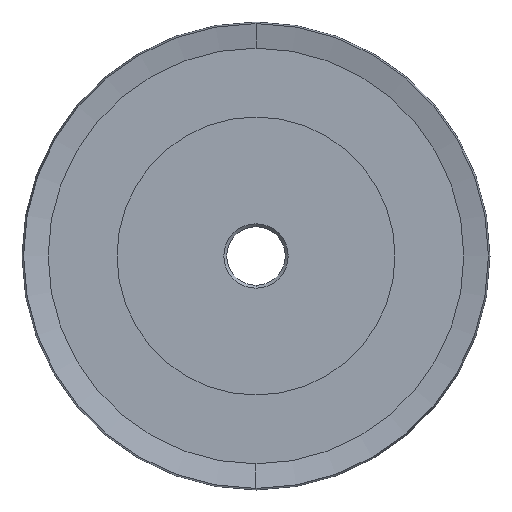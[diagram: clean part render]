
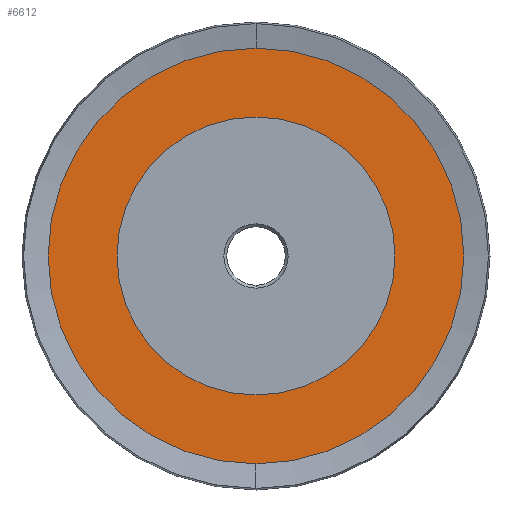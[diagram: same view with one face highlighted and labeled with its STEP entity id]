
A CAD part, left-side view. The second image highlights one B-rep face of the part: STEP entity #6612.
In plain terms, the highlighted planar face has unit normal (-1, 0, 0).
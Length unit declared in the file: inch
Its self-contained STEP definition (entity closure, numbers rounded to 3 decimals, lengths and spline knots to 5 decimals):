
#245 = ORIENTED_EDGE ( 'NONE', *, *, #4016, .F. ) ;
#680 = AXIS2_PLACEMENT_3D ( 'NONE', #3020, #8320, #3802 ) ;
#701 = CIRCLE ( 'NONE', #8480, 0.88808 ) ;
#743 = EDGE_CURVE ( 'NONE', #7285, #7337, #8713, .T. ) ;
#860 = AXIS2_PLACEMENT_3D ( 'NONE', #2126, #7514, #2936 ) ;
#1410 = CARTESIAN_POINT ( 'NONE',  ( 0.0325, 0., 0.88808 ) ) ;
#1458 = ORIENTED_EDGE ( 'NONE', *, *, #743, .F. ) ;
#1550 = CARTESIAN_POINT ( 'NONE',  ( 0.0325, 0., -0.88808 ) ) ;
#1976 = EDGE_CURVE ( 'NONE', #8595, #9946, #701, .T. ) ;
#2125 = PLANE ( 'NONE',  #4814 ) ;
#2126 = CARTESIAN_POINT ( 'NONE',  ( 0.0325, 0., 0. ) ) ;
#2619 = DIRECTION ( 'NONE',  ( -1., 0., 0. ) ) ;
#2936 = DIRECTION ( 'NONE',  ( 0., 0., 1. ) ) ;
#3020 = CARTESIAN_POINT ( 'NONE',  ( 0.0325, 0., 0. ) ) ;
#3541 = FACE_BOUND ( 'NONE', #7789, .T. ) ;
#3802 = DIRECTION ( 'NONE',  ( 0., 0., 1. ) ) ;
#4016 = EDGE_CURVE ( 'NONE', #7337, #7285, #4286, .T. ) ;
#4286 = CIRCLE ( 'NONE', #860, 0.594 ) ;
#4514 = CARTESIAN_POINT ( 'NONE',  ( 0.0325, 0., 0. ) ) ;
#4814 = AXIS2_PLACEMENT_3D ( 'NONE', #8273, #9805, #5305 ) ;
#4995 = ORIENTED_EDGE ( 'NONE', *, *, #1976, .T. ) ;
#5200 = AXIS2_PLACEMENT_3D ( 'NONE', #7204, #2619, #7964 ) ;
#5301 = DIRECTION ( 'NONE',  ( 0., 0., 1. ) ) ;
#5305 = DIRECTION ( 'NONE',  ( 0., 0., 1. ) ) ;
#5906 = CARTESIAN_POINT ( 'NONE',  ( 0.0325, 0., -0.594 ) ) ;
#6442 = EDGE_LOOP ( 'NONE', ( #8894, #4995 ) ) ;
#6612 = ADVANCED_FACE ( 'NONE', ( #3541, #9338 ), #2125, .T. ) ;
#7204 = CARTESIAN_POINT ( 'NONE',  ( 0.0325, 0., 0. ) ) ;
#7285 = VERTEX_POINT ( 'NONE', #9608 ) ;
#7337 = VERTEX_POINT ( 'NONE', #5906 ) ;
#7514 = DIRECTION ( 'NONE',  ( -1., 0., 0. ) ) ;
#7718 = EDGE_CURVE ( 'NONE', #9946, #8595, #9610, .T. ) ;
#7789 = EDGE_LOOP ( 'NONE', ( #245, #1458 ) ) ;
#7964 = DIRECTION ( 'NONE',  ( 0., 0., 1. ) ) ;
#8273 = CARTESIAN_POINT ( 'NONE',  ( 0.0325, 0., 0. ) ) ;
#8320 = DIRECTION ( 'NONE',  ( -1., 0., 0. ) ) ;
#8480 = AXIS2_PLACEMENT_3D ( 'NONE', #4514, #9798, #5301 ) ;
#8595 = VERTEX_POINT ( 'NONE', #1550 ) ;
#8713 = CIRCLE ( 'NONE', #5200, 0.594 ) ;
#8894 = ORIENTED_EDGE ( 'NONE', *, *, #7718, .T. ) ;
#9338 = FACE_OUTER_BOUND ( 'NONE', #6442, .T. ) ;
#9608 = CARTESIAN_POINT ( 'NONE',  ( 0.0325, 0., 0.594 ) ) ;
#9610 = CIRCLE ( 'NONE', #680, 0.88808 ) ;
#9798 = DIRECTION ( 'NONE',  ( -1., 0., 0. ) ) ;
#9805 = DIRECTION ( 'NONE',  ( -1., 0., 0. ) ) ;
#9946 = VERTEX_POINT ( 'NONE', #1410 ) ;
